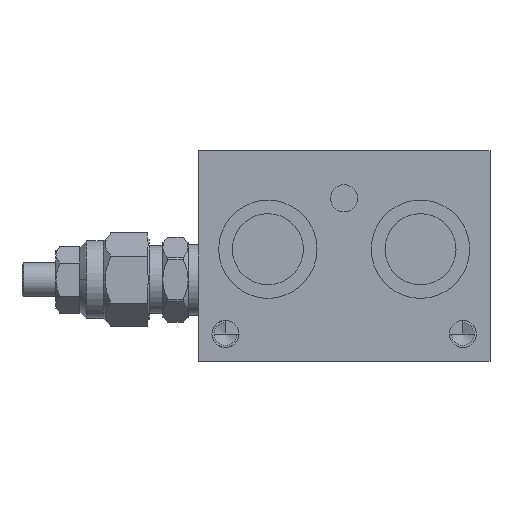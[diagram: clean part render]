
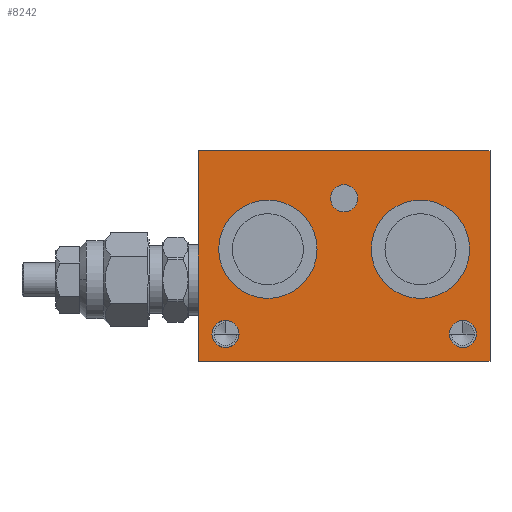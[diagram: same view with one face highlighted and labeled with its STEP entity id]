
A CAD part, front view. The second image highlights one B-rep face of the part: STEP entity #8242.
In plain terms, the highlighted planar face has unit normal (0, -1, 0).
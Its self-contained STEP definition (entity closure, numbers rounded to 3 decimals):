
#2964 = VERTEX_POINT( '', #8667 );
#2984 = EDGE_CURVE( '', #7644, #4326, #8691, .T. );
#3086 = VERTEX_POINT( '', #8804 );
#3364 = EDGE_CURVE( '', #7604, #4408, #9114, .T. );
#3684 = EDGE_CURVE( '', #4408, #7882, #9473, .T. );
#3936 = VERTEX_POINT( '', #9766 );
#4326 = VERTEX_POINT( '', #10190 );
#4408 = VERTEX_POINT( '', #10283 );
#4784 = VERTEX_POINT( '', #10780 );
#4790 = EDGE_CURVE( '', #3936, #3086, #10786, .T. );
#5196 = EDGE_CURVE( '', #7678, #6500, #11239, .T. );
#5240 = VERTEX_POINT( '', #11287 );
#5720 = EDGE_CURVE( '', #4326, #7644, #11853, .T. );
#6056 = EDGE_CURVE( '', #2964, #4784, #12218, .T. );
#6352 = EDGE_CURVE( '', #6500, #7678, #12546, .T. );
#6480 = EDGE_CURVE( '', #7272, #7860, #12708, .T. );
#6500 = VERTEX_POINT( '', #12731 );
#7186 = EDGE_CURVE( '', #3086, #3936, #13487, .T. );
#7272 = VERTEX_POINT( '', #13583 );
#7600 = EDGE_CURVE( '', #5240, #7882, #13951, .T. );
#7604 = VERTEX_POINT( '', #13955 );
#7644 = VERTEX_POINT( '', #14003 );
#7678 = VERTEX_POINT( '', #14042 );
#7812 = EDGE_CURVE( '', #5240, #7604, #14184, .T. );
#7860 = VERTEX_POINT( '', #14235 );
#7868 = EDGE_CURVE( '', #4784, #2964, #14243, .T. );
#7882 = VERTEX_POINT( '', #14257 );
#8242 = ADVANCED_FACE( '', ( #14661, #14662, #14663, #14664, #14665, #14666 ), #14667, .F. );
#8434 = EDGE_CURVE( '', #7860, #7272, #14895, .T. );
#8667 = CARTESIAN_POINT( '', ( 283., 0., 53. ) );
#8691 = CIRCLE( '', #15200, 4. );
#8804 = CARTESIAN_POINT( '', ( 359., 0., 78. ) );
#9114 = LINE( '', #15819, #15820 );
#9473 = LINE( '', #16339, #16340 );
#9766 = CARTESIAN_POINT( '', ( 330., 0., 78. ) );
#10190 = CARTESIAN_POINT( '', ( 353., 0., 53. ) );
#10283 = CARTESIAN_POINT( '', ( 365., 0., 45. ) );
#10780 = CARTESIAN_POINT( '', ( 291., 0., 53. ) );
#10786 = CIRCLE( '', #18176, 14.5 );
#11239 = CIRCLE( '', #18809, 14.5 );
#11287 = CARTESIAN_POINT( '', ( 279., 0., 107. ) );
#11853 = CIRCLE( '', #19617, 4. );
#12218 = CIRCLE( '', #20161, 4. );
#12546 = CIRCLE( '', #20628, 14.5 );
#12708 = CIRCLE( '', #20850, 4. );
#12731 = CARTESIAN_POINT( '', ( 285., 0., 78. ) );
#13487 = CIRCLE( '', #21932, 14.5 );
#13583 = CARTESIAN_POINT( '', ( 326., 0., 93. ) );
#13951 = LINE( '', #22579, #22580 );
#13955 = CARTESIAN_POINT( '', ( 365., 0., 107. ) );
#14003 = CARTESIAN_POINT( '', ( 361., 0., 53. ) );
#14042 = CARTESIAN_POINT( '', ( 314., 0., 78. ) );
#14184 = LINE( '', #22925, #22926 );
#14235 = CARTESIAN_POINT( '', ( 318., 0., 93. ) );
#14243 = CIRCLE( '', #23008, 4. );
#14257 = CARTESIAN_POINT( '', ( 279., 0., 45. ) );
#14661 = FACE_BOUND( '', #23587, .T. );
#14662 = FACE_BOUND( '', #23588, .T. );
#14663 = FACE_BOUND( '', #23589, .T. );
#14664 = FACE_BOUND( '', #23590, .T. );
#14665 = FACE_BOUND( '', #23591, .T. );
#14666 = FACE_OUTER_BOUND( '', #23592, .T. );
#14667 = PLANE( '', #23593 );
#14895 = CIRCLE( '', #23931, 4. );
#15200 = AXIS2_PLACEMENT_3D( '', #24284, #24285, #24286 );
#15819 = CARTESIAN_POINT( '', ( 365., 0., 76. ) );
#15820 = VECTOR( '', #24782, 1. );
#16339 = CARTESIAN_POINT( '', ( 322., 0., 45. ) );
#16340 = VECTOR( '', #25247, 1. );
#18176 = AXIS2_PLACEMENT_3D( '', #26899, #26900, #26901 );
#18809 = AXIS2_PLACEMENT_3D( '', #27408, #27409, #27410 );
#19617 = AXIS2_PLACEMENT_3D( '', #28161, #28162, #28163 );
#20161 = AXIS2_PLACEMENT_3D( '', #28542, #28543, #28544 );
#20628 = AXIS2_PLACEMENT_3D( '', #28945, #28946, #28947 );
#20850 = AXIS2_PLACEMENT_3D( '', #29142, #29143, #29144 );
#21932 = AXIS2_PLACEMENT_3D( '', #30053, #30054, #30055 );
#22579 = CARTESIAN_POINT( '', ( 279., 0., 76. ) );
#22580 = VECTOR( '', #30617, 1. );
#22925 = CARTESIAN_POINT( '', ( 322., 0., 107. ) );
#22926 = VECTOR( '', #30880, 1. );
#23008 = AXIS2_PLACEMENT_3D( '', #30920, #30921, #30922 );
#23587 = EDGE_LOOP( '', ( #31457, #31458 ) );
#23588 = EDGE_LOOP( '', ( #31459, #31460 ) );
#23589 = EDGE_LOOP( '', ( #31461, #31462 ) );
#23590 = EDGE_LOOP( '', ( #31463, #31464 ) );
#23591 = EDGE_LOOP( '', ( #31465, #31466 ) );
#23592 = EDGE_LOOP( '', ( #31467, #31468, #31469, #31470 ) );
#23593 = AXIS2_PLACEMENT_3D( '', #31471, #31472, #31473 );
#23931 = AXIS2_PLACEMENT_3D( '', #31783, #31784, #31785 );
#24284 = CARTESIAN_POINT( '', ( 357., 0., 53. ) );
#24285 = DIRECTION( '', ( 0., 1., 0. ) );
#24286 = DIRECTION( '', ( 1., 0., 0. ) );
#24782 = DIRECTION( '', ( 0., 0., -1. ) );
#25247 = DIRECTION( '', ( -1., 0., 0. ) );
#26899 = CARTESIAN_POINT( '', ( 344.5, 0., 78. ) );
#26900 = DIRECTION( '', ( 0., 1., 0. ) );
#26901 = DIRECTION( '', ( 1., 0., 0. ) );
#27408 = CARTESIAN_POINT( '', ( 299.5, 0., 78. ) );
#27409 = DIRECTION( '', ( 0., 1., 0. ) );
#27410 = DIRECTION( '', ( 1., 0., 0. ) );
#28161 = CARTESIAN_POINT( '', ( 357., 0., 53. ) );
#28162 = DIRECTION( '', ( 0., 1., 0. ) );
#28163 = DIRECTION( '', ( 1., 0., 0. ) );
#28542 = CARTESIAN_POINT( '', ( 287., 0., 53. ) );
#28543 = DIRECTION( '', ( 0., 1., 0. ) );
#28544 = DIRECTION( '', ( 1., 0., 0. ) );
#28945 = CARTESIAN_POINT( '', ( 299.5, 0., 78. ) );
#28946 = DIRECTION( '', ( 0., 1., 0. ) );
#28947 = DIRECTION( '', ( 1., 0., 0. ) );
#29142 = CARTESIAN_POINT( '', ( 322., 0., 93. ) );
#29143 = DIRECTION( '', ( 0., 1., 0. ) );
#29144 = DIRECTION( '', ( 1., 0., 0. ) );
#30053 = CARTESIAN_POINT( '', ( 344.5, 0., 78. ) );
#30054 = DIRECTION( '', ( 0., 1., 0. ) );
#30055 = DIRECTION( '', ( 1., 0., 0. ) );
#30617 = DIRECTION( '', ( 0., 0., -1. ) );
#30880 = DIRECTION( '', ( 1., 0., 0. ) );
#30920 = CARTESIAN_POINT( '', ( 287., 0., 53. ) );
#30921 = DIRECTION( '', ( 0., 1., 0. ) );
#30922 = DIRECTION( '', ( 1., 0., 0. ) );
#31457 = ORIENTED_EDGE( '', *, *, #7868, .T. );
#31458 = ORIENTED_EDGE( '', *, *, #6056, .T. );
#31459 = ORIENTED_EDGE( '', *, *, #7186, .T. );
#31460 = ORIENTED_EDGE( '', *, *, #4790, .T. );
#31461 = ORIENTED_EDGE( '', *, *, #5196, .T. );
#31462 = ORIENTED_EDGE( '', *, *, #6352, .T. );
#31463 = ORIENTED_EDGE( '', *, *, #2984, .T. );
#31464 = ORIENTED_EDGE( '', *, *, #5720, .T. );
#31465 = ORIENTED_EDGE( '', *, *, #6480, .T. );
#31466 = ORIENTED_EDGE( '', *, *, #8434, .T. );
#31467 = ORIENTED_EDGE( '', *, *, #7600, .T. );
#31468 = ORIENTED_EDGE( '', *, *, #3684, .F. );
#31469 = ORIENTED_EDGE( '', *, *, #3364, .F. );
#31470 = ORIENTED_EDGE( '', *, *, #7812, .F. );
#31471 = CARTESIAN_POINT( '', ( 322., 0., 76. ) );
#31472 = DIRECTION( '', ( 0., 1., 0. ) );
#31473 = DIRECTION( '', ( 0., 0., 1. ) );
#31783 = CARTESIAN_POINT( '', ( 322., 0., 93. ) );
#31784 = DIRECTION( '', ( 0., 1., 0. ) );
#31785 = DIRECTION( '', ( 1., 0., 0. ) );
